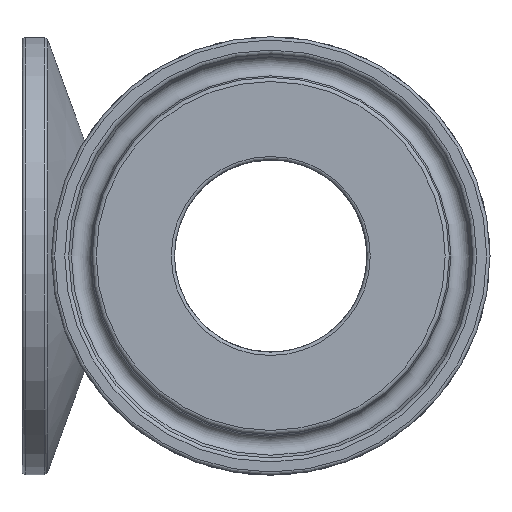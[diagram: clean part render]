
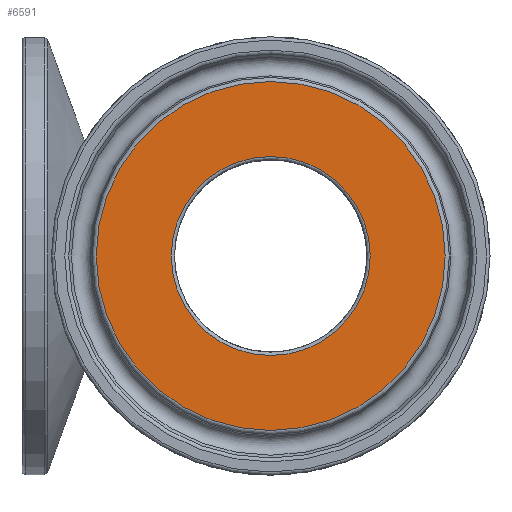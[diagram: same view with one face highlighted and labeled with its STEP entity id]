
A CAD part, left-side view. The second image highlights one B-rep face of the part: STEP entity #6591.
In plain terms, the highlighted planar face has unit normal (-1, 0, 0).
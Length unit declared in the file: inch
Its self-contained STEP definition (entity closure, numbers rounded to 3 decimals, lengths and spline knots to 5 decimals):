
#155=FACE_BOUND('',#1288,.T.);
#474=PLANE('',#6997);
#836=FACE_OUTER_BOUND('',#1287,.T.);
#1287=EDGE_LOOP('',(#6047));
#1288=EDGE_LOOP('',(#6048));
#2634=CIRCLE('',#6996,0.45);
#2635=CIRCLE('',#6998,0.78916);
#3276=VERTEX_POINT('',#14364);
#3277=VERTEX_POINT('',#14367);
#4210=EDGE_CURVE('',#3276,#3276,#2634,.T.);
#4211=EDGE_CURVE('',#3277,#3277,#2635,.T.);
#6047=ORIENTED_EDGE('',*,*,#4211,.F.);
#6048=ORIENTED_EDGE('',*,*,#4210,.F.);
#6591=ADVANCED_FACE('',(#836,#155),#474,.T.);
#6996=AXIS2_PLACEMENT_3D('',#14365,#8215,#8216);
#6997=AXIS2_PLACEMENT_3D('',#14366,#8217,#8218);
#6998=AXIS2_PLACEMENT_3D('',#14368,#8219,#8220);
#8215=DIRECTION('center_axis',(-1.,0.,0.));
#8216=DIRECTION('ref_axis',(0.,-1.,0.));
#8217=DIRECTION('center_axis',(-1.,0.,0.));
#8218=DIRECTION('ref_axis',(0.,0.,1.));
#8219=DIRECTION('center_axis',(1.,0.,0.));
#8220=DIRECTION('ref_axis',(0.,-1.,0.));
#14364=CARTESIAN_POINT('',(-2.625,0.45,0.));
#14365=CARTESIAN_POINT('Origin',(-2.625,0.,0.));
#14366=CARTESIAN_POINT('Origin',(-2.625,0.80316,0.));
#14367=CARTESIAN_POINT('',(-2.625,0.78916,0.));
#14368=CARTESIAN_POINT('Origin',(-2.625,0.,0.));
